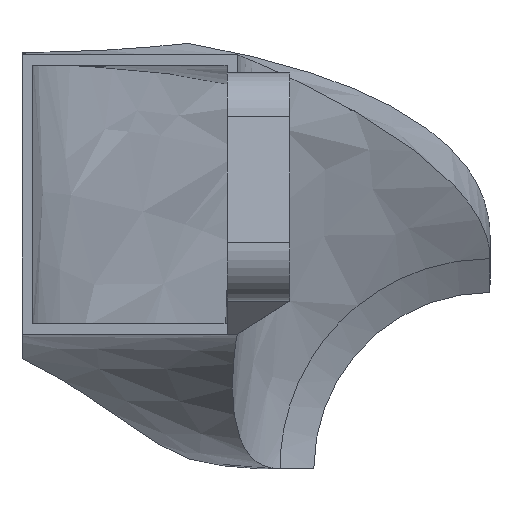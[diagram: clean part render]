
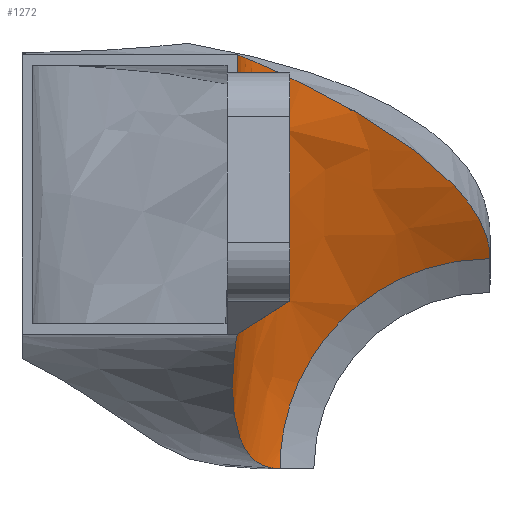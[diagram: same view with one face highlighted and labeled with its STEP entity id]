
A CAD part, left-side view. The second image highlights one B-rep face of the part: STEP entity #1272.
In plain terms, the highlighted free-form (B-spline) face has degree [3, 3] with [10, 4] control points.
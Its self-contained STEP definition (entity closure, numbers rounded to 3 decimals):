
#22=B_SPLINE_SURFACE_WITH_KNOTS('',3,3,((#2658,#2659,#2660,#2661),(#2662,
#2663,#2664,#2665),(#2666,#2667,#2668,#2669),(#2670,#2671,#2672,#2673),
(#2674,#2675,#2676,#2677),(#2678,#2679,#2680,#2681),(#2682,#2683,#2684,
#2685),(#2686,#2687,#2688,#2689),(#2690,#2691,#2692,#2693),(#2694,#2695,
#2696,#2697)),.UNSPECIFIED.,.F.,.F.,.F.,(4,2,1,1,1,1,4),(4,4),(0.,
0.,0.2,0.4,0.6,0.8,1.),(0.,1.),.UNSPECIFIED.);
#41=B_SPLINE_CURVE_WITH_KNOTS('',3,(#2474,#2475,#2476,#2477),
 .UNSPECIFIED.,.F.,.F.,(4,4),(0.,1.),.UNSPECIFIED.);
#45=B_SPLINE_CURVE_WITH_KNOTS('',3,(#2559,#2560,#2561,#2562),
 .UNSPECIFIED.,.F.,.F.,(4,4),(0.,1.),.UNSPECIFIED.);
#46=B_SPLINE_CURVE_WITH_KNOTS('',3,(#2573,#2574,#2575,#2576,#2577,#2578,
#2579,#2580,#2581,#2582,#2583,#2584,#2585,#2586,#2587,#2588),
 .UNSPECIFIED.,.F.,.F.,(4,1,1,1,1,1,1,1,1,1,1,1,1,4),(0.,0.125,0.188,0.219,
0.25,0.281,0.313,0.375,0.438,0.5,0.563,0.625,0.75,1.),
 .UNSPECIFIED.);
#47=B_SPLINE_CURVE_WITH_KNOTS('',3,(#2619,#2620,#2621,#2622,#2623,#2624),
 .UNSPECIFIED.,.F.,.F.,(4,1,1,4),(0.,0.5,0.75,1.),.UNSPECIFIED.);
#48=B_SPLINE_CURVE_WITH_KNOTS('',3,(#2629,#2630,#2631,#2632,#2633,#2634,
#2635,#2636,#2637,#2638,#2639,#2640,#2641,#2642,#2643,#2644,#2645,#2646,
#2647,#2648,#2649,#2650,#2651,#2652,#2653,#2654,#2655,#2656),
 .UNSPECIFIED.,.F.,.F.,(4,1,1,1,1,1,1,1,1,1,1,1,1,1,1,1,1,1,1,1,1,1,1,1,
1,4),(0.,0.063,0.094,0.109,0.125,0.141,0.156,0.188,0.219,
0.25,0.281,0.313,0.344,0.375,0.406,0.438,0.469,0.5,0.531,0.563,
0.625,0.688,0.75,0.813,0.875,1.),.UNSPECIFIED.);
#49=B_SPLINE_CURVE_WITH_KNOTS('',3,(#2698,#2699,#2700,#2701,#2702,#2703,
#2704),.UNSPECIFIED.,.F.,.F.,(4,1,1,1,4),(0.,0.25,0.5,0.75,1.),
 .UNSPECIFIED.);
#185=LINE('',#2614,#310);
#310=VECTOR('',#1569,1000.);
#538=ORIENTED_EDGE('',*,*,#862,.T.);
#539=ORIENTED_EDGE('',*,*,#836,.F.);
#540=ORIENTED_EDGE('',*,*,#854,.F.);
#541=ORIENTED_EDGE('',*,*,#857,.T.);
#542=ORIENTED_EDGE('',*,*,#841,.T.);
#543=ORIENTED_EDGE('',*,*,#860,.F.);
#544=ORIENTED_EDGE('',*,*,#831,.T.);
#831=EDGE_CURVE('',#974,#963,#41,.T.);
#836=EDGE_CURVE('',#969,#968,#45,.T.);
#841=EDGE_CURVE('',#1011,#1010,#46,.F.);
#854=EDGE_CURVE('',#1017,#969,#185,.T.);
#857=EDGE_CURVE('',#1017,#1011,#47,.F.);
#860=EDGE_CURVE('',#974,#1010,#48,.T.);
#862=EDGE_CURVE('',#963,#968,#49,.F.);
#963=VERTEX_POINT('',#1798);
#968=VERTEX_POINT('',#1809);
#969=VERTEX_POINT('',#1813);
#974=VERTEX_POINT('',#1823);
#1010=VERTEX_POINT('',#2572);
#1011=VERTEX_POINT('',#2589);
#1017=VERTEX_POINT('',#2613);
#1115=EDGE_LOOP('',(#538,#539,#540,#541,#542,#543,#544));
#1194=FACE_BOUND('',#1115,.T.);
#1272=ADVANCED_FACE('',(#1194),#22,.F.);
#1569=DIRECTION('',(0.,0.,1.));
#1798=CARTESIAN_POINT('',(45.202,54.261,-7.88));
#1809=CARTESIAN_POINT('',(45.202,37.875,8.506));
#1813=CARTESIAN_POINT('',(29.567,57.6,24.42));
#1823=CARTESIAN_POINT('',(29.567,57.6,2.62));
#2474=CARTESIAN_POINT('',(29.567,57.6,2.62));
#2475=CARTESIAN_POINT('',(35.942,57.6,2.62));
#2476=CARTESIAN_POINT('',(41.768,59.634,-7.88));
#2477=CARTESIAN_POINT('',(45.202,54.261,-7.88));
#2559=CARTESIAN_POINT('',(29.567,57.6,24.42));
#2560=CARTESIAN_POINT('',(39.493,57.6,24.42));
#2561=CARTESIAN_POINT('',(39.856,37.875,16.87));
#2562=CARTESIAN_POINT('',(45.202,37.875,8.506));
#2572=CARTESIAN_POINT('',(42.415,53.5,5.2));
#2573=CARTESIAN_POINT('',(42.415,53.5,5.2));
#2574=CARTESIAN_POINT('',(42.301,53.5,5.468));
#2575=CARTESIAN_POINT('',(42.108,53.5,5.916));
#2576=CARTESIAN_POINT('',(41.843,53.5,6.531));
#2577=CARTESIAN_POINT('',(41.684,53.5,6.897));
#2578=CARTESIAN_POINT('',(41.549,53.5,7.208));
#2579=CARTESIAN_POINT('',(41.447,53.5,7.442));
#2580=CARTESIAN_POINT('',(41.3,53.5,7.78));
#2581=CARTESIAN_POINT('',(41.12,53.5,8.193));
#2582=CARTESIAN_POINT('',(40.9,53.5,8.7));
#2583=CARTESIAN_POINT('',(40.693,53.5,9.175));
#2584=CARTESIAN_POINT('',(40.436,53.5,9.767));
#2585=CARTESIAN_POINT('',(40.127,53.5,10.486));
#2586=CARTESIAN_POINT('',(39.612,53.5,11.702));
#2587=CARTESIAN_POINT('',(39.234,53.5,12.629));
#2588=CARTESIAN_POINT('',(39.008,53.5,13.2));
#2589=CARTESIAN_POINT('',(39.008,53.5,13.2));
#2613=CARTESIAN_POINT('',(29.567,57.6,17.3));
#2614=CARTESIAN_POINT('',(29.567,57.6,2.62));
#2619=CARTESIAN_POINT('',(39.008,53.5,13.2));
#2620=CARTESIAN_POINT('',(37.496,54.826,14.526));
#2621=CARTESIAN_POINT('',(35.193,56.344,16.044));
#2622=CARTESIAN_POINT('',(31.961,57.426,17.126));
#2623=CARTESIAN_POINT('',(30.366,57.6,17.3));
#2624=CARTESIAN_POINT('',(29.567,57.6,17.3));
#2629=CARTESIAN_POINT('',(29.567,57.6,2.62));
#2630=CARTESIAN_POINT('',(29.846,57.6,2.62));
#2631=CARTESIAN_POINT('',(30.307,57.607,2.616));
#2632=CARTESIAN_POINT('',(30.927,57.627,2.603));
#2633=CARTESIAN_POINT('',(31.293,57.641,2.594));
#2634=CARTESIAN_POINT('',(31.604,57.655,2.585));
#2635=CARTESIAN_POINT('',(31.829,57.666,2.579));
#2636=CARTESIAN_POINT('',(32.158,57.681,2.569));
#2637=CARTESIAN_POINT('',(32.559,57.702,2.556));
#2638=CARTESIAN_POINT('',(33.046,57.725,2.541));
#2639=CARTESIAN_POINT('',(33.504,57.743,2.53));
#2640=CARTESIAN_POINT('',(34.067,57.759,2.52));
#2641=CARTESIAN_POINT('',(34.552,57.765,2.516));
#2642=CARTESIAN_POINT('',(35.024,57.761,2.518));
#2643=CARTESIAN_POINT('',(35.405,57.752,2.524));
#2644=CARTESIAN_POINT('',(35.941,57.723,2.543));
#2645=CARTESIAN_POINT('',(36.404,57.68,2.569));
#2646=CARTESIAN_POINT('',(36.864,57.621,2.607));
#2647=CARTESIAN_POINT('',(37.272,57.553,2.65));
#2648=CARTESIAN_POINT('',(37.748,57.45,2.714));
#2649=CARTESIAN_POINT('',(38.327,57.29,2.815));
#2650=CARTESIAN_POINT('',(39.,57.044,2.97));
#2651=CARTESIAN_POINT('',(39.782,56.64,3.224));
#2652=CARTESIAN_POINT('',(40.5,56.124,3.549));
#2653=CARTESIAN_POINT('',(41.053,55.603,3.877));
#2654=CARTESIAN_POINT('',(41.748,54.776,4.397));
#2655=CARTESIAN_POINT('',(42.171,54.043,4.858));
#2656=CARTESIAN_POINT('',(42.415,53.5,5.2));
#2658=CARTESIAN_POINT('',(29.567,57.6,2.615));
#2659=CARTESIAN_POINT('',(35.942,57.6,2.615));
#2660=CARTESIAN_POINT('',(41.767,59.635,-7.886));
#2661=CARTESIAN_POINT('',(45.202,54.261,-7.885));
#2662=CARTESIAN_POINT('',(29.567,57.6,2.617));
#2663=CARTESIAN_POINT('',(35.942,57.6,2.617));
#2664=CARTESIAN_POINT('',(41.768,59.634,-7.884));
#2665=CARTESIAN_POINT('',(45.202,54.261,-7.884));
#2666=CARTESIAN_POINT('',(29.567,57.6,2.618));
#2667=CARTESIAN_POINT('',(35.942,57.6,2.618));
#2668=CARTESIAN_POINT('',(41.768,59.634,-7.882));
#2669=CARTESIAN_POINT('',(45.202,54.261,-7.882));
#2670=CARTESIAN_POINT('',(29.567,57.6,4.073));
#2671=CARTESIAN_POINT('',(36.179,57.6,4.281));
#2672=CARTESIAN_POINT('',(42.059,59.178,-5.816));
#2673=CARTESIAN_POINT('',(45.202,54.261,-6.164));
#2674=CARTESIAN_POINT('',(29.567,57.6,6.98));
#2675=CARTESIAN_POINT('',(36.653,57.6,7.583));
#2676=CARTESIAN_POINT('',(42.563,57.802,-1.569));
#2677=CARTESIAN_POINT('',(45.202,53.718,-2.732));
#2678=CARTESIAN_POINT('',(29.567,57.6,11.34));
#2679=CARTESIAN_POINT('',(37.363,57.6,12.361));
#2680=CARTESIAN_POINT('',(42.787,54.221,4.665));
#2681=CARTESIAN_POINT('',(45.202,51.352,1.912));
#2682=CARTESIAN_POINT('',(29.567,57.6,15.7));
#2683=CARTESIAN_POINT('',(38.073,57.6,16.852));
#2684=CARTESIAN_POINT('',(42.331,49.31,10.128));
#2685=CARTESIAN_POINT('',(45.202,47.667,5.597));
#2686=CARTESIAN_POINT('',(29.567,57.6,20.06));
#2687=CARTESIAN_POINT('',(38.783,57.6,20.944));
#2688=CARTESIAN_POINT('',(41.256,43.611,14.315));
#2689=CARTESIAN_POINT('',(45.202,43.023,7.963));
#2690=CARTESIAN_POINT('',(29.567,57.6,22.967));
#2691=CARTESIAN_POINT('',(39.256,57.6,23.331));
#2692=CARTESIAN_POINT('',(40.312,39.74,16.157));
#2693=CARTESIAN_POINT('',(45.202,39.591,8.506));
#2694=CARTESIAN_POINT('',(29.567,57.6,24.42));
#2695=CARTESIAN_POINT('',(39.493,57.6,24.42));
#2696=CARTESIAN_POINT('',(39.856,37.875,16.87));
#2697=CARTESIAN_POINT('',(45.202,37.875,8.506));
#2698=CARTESIAN_POINT('',(45.202,37.875,8.506));
#2699=CARTESIAN_POINT('',(45.202,40.02,8.506));
#2700=CARTESIAN_POINT('',(45.202,44.309,7.653));
#2701=CARTESIAN_POINT('',(45.202,49.763,4.008));
#2702=CARTESIAN_POINT('',(45.202,53.408,-1.446));
#2703=CARTESIAN_POINT('',(45.202,54.261,-5.735));
#2704=CARTESIAN_POINT('',(45.202,54.261,-7.88));
